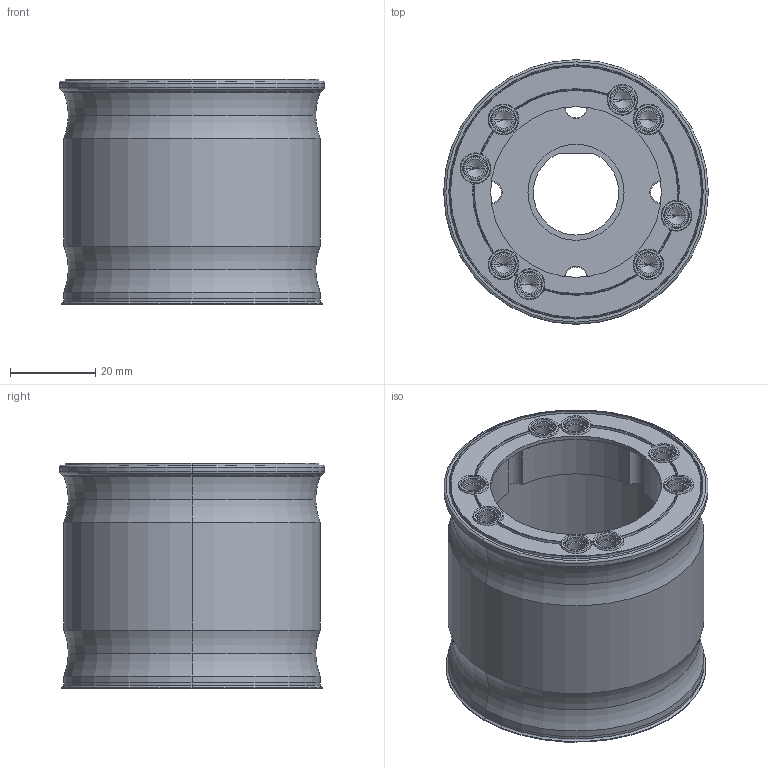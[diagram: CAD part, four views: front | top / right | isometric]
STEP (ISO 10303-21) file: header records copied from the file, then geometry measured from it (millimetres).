
FILE_DESCRIPTION (( 'STEP AP203' ), '1' );
FILE_NAME ('+JSBRU003 R02.STEP', '2019-03-14T13:20:43', ( '' ), ( '' ), 'SwSTEP 2.0', 'SolidWorks 2018', '' );
FILE_SCHEMA (( 'CONFIG_CONTROL_DESIGN' ));
Length unit declared in the file: millimetre
Products named in the file (1): +JSBRU003 R02
Bounding box: 62 x 62 x 52.9 mm (x, y, z)
Volume: 51509.7 mm3; surface area: 34231.4 mm2
Topology: 3 solids, 3 shells, 294 faces, 697 edges, 442 vertices
Faces by surface type: cone 146, cylinder 82, plane 48, torus 18
Entity records: 8780 total; most frequent: DIRECTION 1665, CARTESIAN_POINT 1582, ORIENTED_EDGE 1362, AXIS2_PLACEMENT_3D 733, EDGE_CURVE 681, VERTEX_POINT 442, CIRCLE 438, EDGE_LOOP 381
